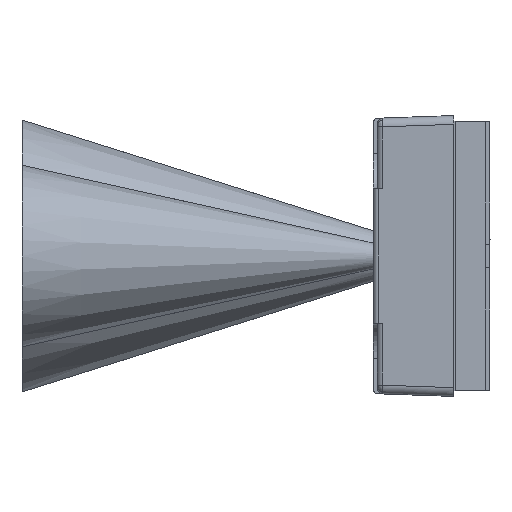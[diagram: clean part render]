
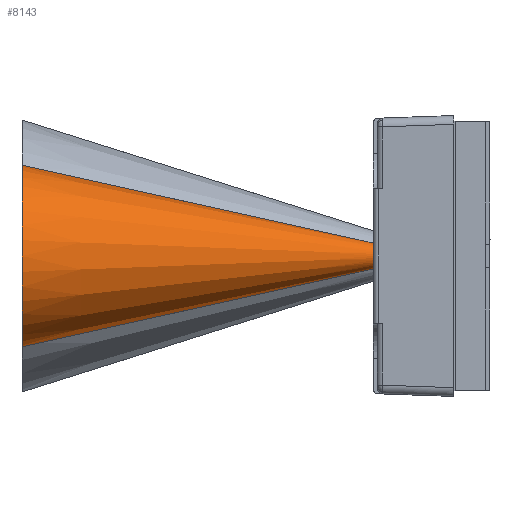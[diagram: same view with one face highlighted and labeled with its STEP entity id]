
A CAD part, left-side view. The second image highlights one B-rep face of the part: STEP entity #8143.
In plain terms, the highlighted conical face has half-angle 12.5 degrees and reference radius 0.11 mm.
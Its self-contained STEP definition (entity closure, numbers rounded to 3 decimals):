
#105 = VERTEX_POINT ( 'NONE', #11661 ) ;
#695 = ORIENTED_EDGE ( 'NONE', *, *, #13117, .T. ) ;
#2418 = EDGE_CURVE ( 'NONE', #105, #6461, #9476, .T. ) ;
#2474 = AXIS2_PLACEMENT_3D ( 'NONE', #10990, #15792, #7310 ) ;
#2534 = DIRECTION ( 'NONE',  ( 0., 0.976, 0.216 ) ) ;
#2584 = DIRECTION ( 'NONE',  ( 0., -1., 0. ) ) ;
#2878 = ORIENTED_EDGE ( 'NONE', *, *, #11082, .T. ) ;
#3351 = DIRECTION ( 'NONE',  ( 0., 0.976, -0.216 ) ) ;
#3812 = CARTESIAN_POINT ( 'NONE',  ( 0., 0., 0. ) ) ;
#4010 = CARTESIAN_POINT ( 'NONE',  ( 0., 0., 0.11 ) ) ;
#4270 = AXIS2_PLACEMENT_3D ( 'NONE', #3812, #2584, #11333 ) ;
#6461 = VERTEX_POINT ( 'NONE', #9766 ) ;
#6939 = CONICAL_SURFACE ( 'NONE', #2474, 0.11, 0.218 ) ;
#7310 = DIRECTION ( 'NONE',  ( 0., 0., 1. ) ) ;
#7500 = VECTOR ( 'NONE', #3351, 1000. ) ;
#8143 = ADVANCED_FACE ( 'NONE', ( #10827 ), #6939, .T. ) ;
#8407 = CARTESIAN_POINT ( 'NONE',  ( 0., 0., -0.11 ) ) ;
#9476 = LINE ( 'NONE', #8407, #7500 ) ;
#9748 = ORIENTED_EDGE ( 'NONE', *, *, #15716, .F. ) ;
#9766 = CARTESIAN_POINT ( 'NONE',  ( 0., 3., -0.775 ) ) ;
#9776 = DIRECTION ( 'NONE',  ( 0., 0., -1. ) ) ;
#10385 = VECTOR ( 'NONE', #2534, 1000. ) ;
#10827 = FACE_OUTER_BOUND ( 'NONE', #10934, .T. ) ;
#10934 = EDGE_LOOP ( 'NONE', ( #14228, #9748, #2878, #695 ) ) ;
#10990 = CARTESIAN_POINT ( 'NONE',  ( 0., 0., 0. ) ) ;
#11082 = EDGE_CURVE ( 'NONE', #14762, #15076, #11365, .T. ) ;
#11333 = DIRECTION ( 'NONE',  ( 0., 0., -1. ) ) ;
#11365 = LINE ( 'NONE', #4010, #10385 ) ;
#11455 = CIRCLE ( 'NONE', #14323, 0.775 ) ;
#11661 = CARTESIAN_POINT ( 'NONE',  ( 0., 0., -0.11 ) ) ;
#12476 = DIRECTION ( 'NONE',  ( 0., -1., 0. ) ) ;
#13117 = EDGE_CURVE ( 'NONE', #15076, #6461, #11455, .T. ) ;
#14228 = ORIENTED_EDGE ( 'NONE', *, *, #2418, .F. ) ;
#14323 = AXIS2_PLACEMENT_3D ( 'NONE', #14645, #12476, #9776 ) ;
#14543 = CARTESIAN_POINT ( 'NONE',  ( 0., 3., 0.775 ) ) ;
#14645 = CARTESIAN_POINT ( 'NONE',  ( 0., 3., 0. ) ) ;
#14762 = VERTEX_POINT ( 'NONE', #14896 ) ;
#14896 = CARTESIAN_POINT ( 'NONE',  ( 0., 0., 0.11 ) ) ;
#15076 = VERTEX_POINT ( 'NONE', #14543 ) ;
#15716 = EDGE_CURVE ( 'NONE', #14762, #105, #15724, .T. ) ;
#15724 = CIRCLE ( 'NONE', #4270, 0.11 ) ;
#15792 = DIRECTION ( 'NONE',  ( 0., 1., 0. ) ) ;
